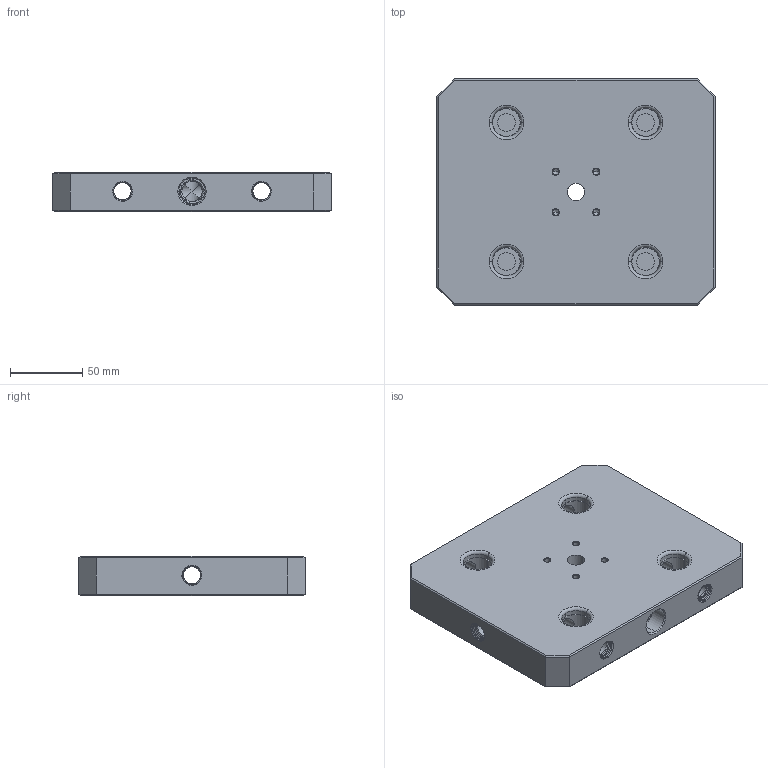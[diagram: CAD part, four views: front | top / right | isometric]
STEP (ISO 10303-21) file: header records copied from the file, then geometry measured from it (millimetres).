
FILE_DESCRIPTION (( 'STEP AP203' ), '1' );
FILE_NAME ('100210.STEP', '2017-04-11T15:23:49', ( '' ), ( '' ), 'SwSTEP 2.0', 'SolidWorks 2017', '' );
FILE_SCHEMA (( 'CONFIG_CONTROL_DESIGN' ));
Length unit declared in the file: millimetre
Products named in the file (1): 100210
Bounding box: 192 x 156 x 27 mm (x, y, z)
Volume: 708500.7 mm3; surface area: 101986.9 mm2
Topology: 1 solids, 1 shells, 255 faces, 645 edges, 390 vertices
Faces by surface type: cylinder 134, plane 50, cone 49, bspline 14, torus 8
Entity records: 13138 total; most frequent: CARTESIAN_POINT 7519, ORIENTED_EDGE 1274, DIRECTION 1045, EDGE_CURVE 637, AXIS2_PLACEMENT_3D 396, VERTEX_POINT 390, EDGE_LOOP 285, ADVANCED_FACE 255
